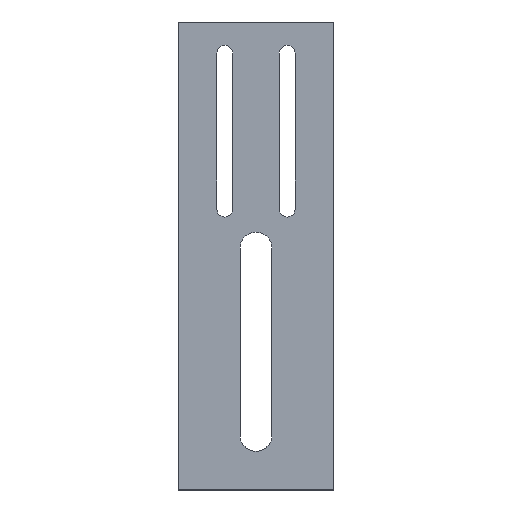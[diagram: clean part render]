
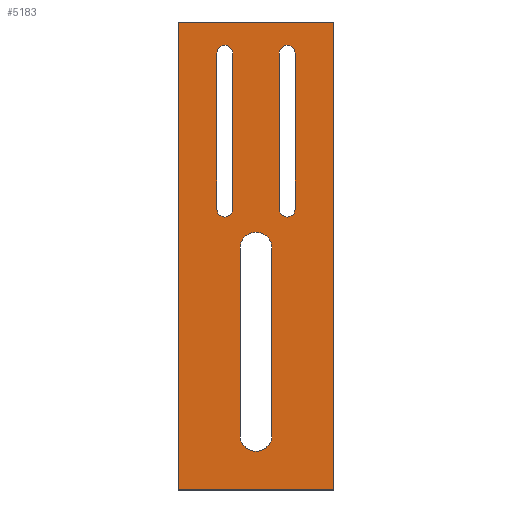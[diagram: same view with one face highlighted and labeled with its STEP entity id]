
A CAD part, top view. The second image highlights one B-rep face of the part: STEP entity #5183.
In plain terms, the highlighted planar face has unit normal (0, 0, 1).
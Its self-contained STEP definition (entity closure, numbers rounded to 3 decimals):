
#264 = ORIENTED_EDGE ( 'NONE', *, *, #3177, .T. ) ;
#301 = VERTEX_POINT ( 'NONE', #451 ) ;
#412 = ORIENTED_EDGE ( 'NONE', *, *, #8270, .F. ) ;
#441 = DIRECTION ( 'NONE',  ( 0., 1., 0. ) ) ;
#451 = CARTESIAN_POINT ( 'NONE',  ( 5.125, 77.5, 10. ) ) ;
#555 = ORIENTED_EDGE ( 'NONE', *, *, #6609, .F. ) ;
#718 = CARTESIAN_POINT ( 'NONE',  ( 0., 17.5, 10. ) ) ;
#765 = DIRECTION ( 'NONE',  ( 0., 0., -1. ) ) ;
#792 = DIRECTION ( 'NONE',  ( 1., 0., 0. ) ) ;
#854 = ORIENTED_EDGE ( 'NONE', *, *, #9008, .F. ) ;
#899 = LINE ( 'NONE', #2255, #3632 ) ;
#974 = LINE ( 'NONE', #7088, #10220 ) ;
#1020 = EDGE_LOOP ( 'NONE', ( #10278, #7851, #854, #9530 ) ) ;
#1249 = AXIS2_PLACEMENT_3D ( 'NONE', #11443, #7942, #6030 ) ;
#1255 = CARTESIAN_POINT ( 'NONE',  ( -5.125, 17.5, 10. ) ) ;
#1283 = CARTESIAN_POINT ( 'NONE',  ( -5.125, 77.5, 10. ) ) ;
#1332 = AXIS2_PLACEMENT_3D ( 'NONE', #7628, #9398, #9439 ) ;
#1552 = VECTOR ( 'NONE', #7063, 1000. ) ;
#1687 = AXIS2_PLACEMENT_3D ( 'NONE', #7239, #10822, #4365 ) ;
#1780 = DIRECTION ( 'NONE',  ( -1., 0., 0. ) ) ;
#1835 = VERTEX_POINT ( 'NONE', #10167 ) ;
#1846 = ORIENTED_EDGE ( 'NONE', *, *, #9249, .F. ) ;
#2023 = VECTOR ( 'NONE', #7863, 1000. ) ;
#2095 = VERTEX_POINT ( 'NONE', #1283 ) ;
#2117 = CARTESIAN_POINT ( 'NONE',  ( -12.525, 140., 10. ) ) ;
#2189 = FACE_BOUND ( 'NONE', #2406, .T. ) ;
#2234 = AXIS2_PLACEMENT_3D ( 'NONE', #718, #11602, #792 ) ;
#2255 = CARTESIAN_POINT ( 'NONE',  ( -7.475, 140., 10. ) ) ;
#2306 = CIRCLE ( 'NONE', #1249, 2.525 ) ;
#2406 = EDGE_LOOP ( 'NONE', ( #7845, #3093, #11320, #412 ) ) ;
#2509 = VERTEX_POINT ( 'NONE', #5508 ) ;
#2688 = EDGE_CURVE ( 'NONE', #2509, #6071, #8918, .T. ) ;
#2813 = ORIENTED_EDGE ( 'NONE', *, *, #10427, .F. ) ;
#2823 = CARTESIAN_POINT ( 'NONE',  ( 25., 0., 10. ) ) ;
#2858 = VERTEX_POINT ( 'NONE', #11127 ) ;
#3093 = ORIENTED_EDGE ( 'NONE', *, *, #6571, .F. ) ;
#3106 = VERTEX_POINT ( 'NONE', #3305 ) ;
#3177 = EDGE_CURVE ( 'NONE', #4805, #8954, #7072, .T. ) ;
#3305 = CARTESIAN_POINT ( 'NONE',  ( 12.525, 140., 10. ) ) ;
#3339 = CARTESIAN_POINT ( 'NONE',  ( 12.525, 140., 10. ) ) ;
#3571 = CIRCLE ( 'NONE', #1332, 5.125 ) ;
#3632 = VECTOR ( 'NONE', #441, 1000. ) ;
#3789 = VECTOR ( 'NONE', #8796, 1000. ) ;
#3867 = AXIS2_PLACEMENT_3D ( 'NONE', #7792, #4273, #7949 ) ;
#3926 = EDGE_CURVE ( 'NONE', #7151, #6126, #7499, .T. ) ;
#4259 = VERTEX_POINT ( 'NONE', #8891 ) ;
#4273 = DIRECTION ( 'NONE',  ( 0., 0., 1. ) ) ;
#4283 = LINE ( 'NONE', #8881, #1552 ) ;
#4365 = DIRECTION ( 'NONE',  ( 1., 0., 0. ) ) ;
#4373 = DIRECTION ( 'NONE',  ( -1., 0., 0. ) ) ;
#4480 = CARTESIAN_POINT ( 'NONE',  ( -25., 0., 10. ) ) ;
#4543 = EDGE_CURVE ( 'NONE', #3106, #7108, #7213, .T. ) ;
#4578 = CIRCLE ( 'NONE', #3867, 2.525 ) ;
#4618 = LINE ( 'NONE', #3339, #5180 ) ;
#4630 = AXIS2_PLACEMENT_3D ( 'NONE', #10040, #765, #1780 ) ;
#4640 = FACE_BOUND ( 'NONE', #8003, .T. ) ;
#4704 = CARTESIAN_POINT ( 'NONE',  ( 7.475, 140., 10. ) ) ;
#4805 = VERTEX_POINT ( 'NONE', #5805 ) ;
#4865 = CARTESIAN_POINT ( 'NONE',  ( 10., 140., 10. ) ) ;
#4922 = FACE_OUTER_BOUND ( 'NONE', #11500, .T. ) ;
#5068 = CARTESIAN_POINT ( 'NONE',  ( 7.475, 140., 10. ) ) ;
#5180 = VECTOR ( 'NONE', #10601, 1000. ) ;
#5183 = ADVANCED_FACE ( 'NONE', ( #9190, #4922, #4640, #2189 ), #11734, .F. ) ;
#5300 = CARTESIAN_POINT ( 'NONE',  ( -25., 0., 10. ) ) ;
#5508 = CARTESIAN_POINT ( 'NONE',  ( 25., 0., 10. ) ) ;
#5693 = VECTOR ( 'NONE', #5779, 1000. ) ;
#5779 = DIRECTION ( 'NONE',  ( 0., -1., 0. ) ) ;
#5805 = CARTESIAN_POINT ( 'NONE',  ( -25., 150., 10. ) ) ;
#5832 = EDGE_CURVE ( 'NONE', #6112, #2858, #899, .T. ) ;
#6030 = DIRECTION ( 'NONE',  ( 1., 0., 0. ) ) ;
#6071 = VERTEX_POINT ( 'NONE', #10806 ) ;
#6112 = VERTEX_POINT ( 'NONE', #6434 ) ;
#6126 = VERTEX_POINT ( 'NONE', #7304 ) ;
#6138 = VERTEX_POINT ( 'NONE', #10878 ) ;
#6434 = CARTESIAN_POINT ( 'NONE',  ( -7.475, 90., 10. ) ) ;
#6538 = EDGE_CURVE ( 'NONE', #2858, #7151, #2306, .T. ) ;
#6571 = EDGE_CURVE ( 'NONE', #4259, #3106, #4618, .T. ) ;
#6609 = EDGE_CURVE ( 'NONE', #9921, #301, #7191, .T. ) ;
#6624 = DIRECTION ( 'NONE',  ( 0., 0., 1. ) ) ;
#6726 = ORIENTED_EDGE ( 'NONE', *, *, #9108, .T. ) ;
#6874 = LINE ( 'NONE', #5068, #11392 ) ;
#6983 = DIRECTION ( 'NONE',  ( 0., -1., 0. ) ) ;
#7042 = CIRCLE ( 'NONE', #1687, 2.525 ) ;
#7063 = DIRECTION ( 'NONE',  ( 1., 0., 0. ) ) ;
#7072 = LINE ( 'NONE', #5300, #8496 ) ;
#7088 = CARTESIAN_POINT ( 'NONE',  ( -25., 150., 10. ) ) ;
#7108 = VERTEX_POINT ( 'NONE', #4704 ) ;
#7151 = VERTEX_POINT ( 'NONE', #2117 ) ;
#7191 = LINE ( 'NONE', #7901, #2023 ) ;
#7213 = CIRCLE ( 'NONE', #7301, 2.525 ) ;
#7239 = CARTESIAN_POINT ( 'NONE',  ( 10., 90., 10. ) ) ;
#7301 = AXIS2_PLACEMENT_3D ( 'NONE', #4865, #6624, #9477 ) ;
#7304 = CARTESIAN_POINT ( 'NONE',  ( -12.525, 90., 10. ) ) ;
#7391 = ORIENTED_EDGE ( 'NONE', *, *, #2688, .T. ) ;
#7499 = LINE ( 'NONE', #10751, #3789 ) ;
#7506 = DIRECTION ( 'NONE',  ( 0., 1., 0. ) ) ;
#7628 = CARTESIAN_POINT ( 'NONE',  ( 0., 77.5, 10. ) ) ;
#7656 = EDGE_CURVE ( 'NONE', #6138, #4259, #7042, .T. ) ;
#7792 = CARTESIAN_POINT ( 'NONE',  ( -10., 90., 10. ) ) ;
#7845 = ORIENTED_EDGE ( 'NONE', *, *, #4543, .F. ) ;
#7851 = ORIENTED_EDGE ( 'NONE', *, *, #5832, .F. ) ;
#7863 = DIRECTION ( 'NONE',  ( 0., 1., 0. ) ) ;
#7901 = CARTESIAN_POINT ( 'NONE',  ( 5.125, 17.5, 10. ) ) ;
#7942 = DIRECTION ( 'NONE',  ( 0., 0., 1. ) ) ;
#7949 = DIRECTION ( 'NONE',  ( 1., 0., 0. ) ) ;
#8003 = EDGE_LOOP ( 'NONE', ( #1846, #2813, #8448, #555 ) ) ;
#8148 = CIRCLE ( 'NONE', #2234, 5.125 ) ;
#8270 = EDGE_CURVE ( 'NONE', #7108, #6138, #6874, .T. ) ;
#8448 = ORIENTED_EDGE ( 'NONE', *, *, #10322, .F. ) ;
#8496 = VECTOR ( 'NONE', #6983, 1000. ) ;
#8533 = ORIENTED_EDGE ( 'NONE', *, *, #10794, .T. ) ;
#8624 = DIRECTION ( 'NONE',  ( 0., -1., 0. ) ) ;
#8796 = DIRECTION ( 'NONE',  ( 0., -1., 0. ) ) ;
#8881 = CARTESIAN_POINT ( 'NONE',  ( -25., 0., 10. ) ) ;
#8891 = CARTESIAN_POINT ( 'NONE',  ( 12.525, 90., 10. ) ) ;
#8918 = LINE ( 'NONE', #2823, #10056 ) ;
#8954 = VERTEX_POINT ( 'NONE', #4480 ) ;
#9008 = EDGE_CURVE ( 'NONE', #6126, #6112, #4578, .T. ) ;
#9108 = EDGE_CURVE ( 'NONE', #8954, #2509, #4283, .T. ) ;
#9190 = FACE_BOUND ( 'NONE', #1020, .T. ) ;
#9249 = EDGE_CURVE ( 'NONE', #1835, #9921, #8148, .T. ) ;
#9252 = LINE ( 'NONE', #1255, #5693 ) ;
#9398 = DIRECTION ( 'NONE',  ( 0., 0., 1. ) ) ;
#9439 = DIRECTION ( 'NONE',  ( -1., 0., 0. ) ) ;
#9440 = CARTESIAN_POINT ( 'NONE',  ( 5.125, 17.5, 10. ) ) ;
#9477 = DIRECTION ( 'NONE',  ( 1., 0., 0. ) ) ;
#9530 = ORIENTED_EDGE ( 'NONE', *, *, #3926, .F. ) ;
#9921 = VERTEX_POINT ( 'NONE', #9440 ) ;
#10040 = CARTESIAN_POINT ( 'NONE',  ( 0., 0., 10. ) ) ;
#10056 = VECTOR ( 'NONE', #7506, 1000. ) ;
#10167 = CARTESIAN_POINT ( 'NONE',  ( -5.125, 17.5, 10. ) ) ;
#10220 = VECTOR ( 'NONE', #4373, 1000. ) ;
#10278 = ORIENTED_EDGE ( 'NONE', *, *, #6538, .F. ) ;
#10322 = EDGE_CURVE ( 'NONE', #301, #2095, #3571, .T. ) ;
#10427 = EDGE_CURVE ( 'NONE', #2095, #1835, #9252, .T. ) ;
#10601 = DIRECTION ( 'NONE',  ( 0., 1., 0. ) ) ;
#10751 = CARTESIAN_POINT ( 'NONE',  ( -12.525, 140., 10. ) ) ;
#10794 = EDGE_CURVE ( 'NONE', #6071, #4805, #974, .T. ) ;
#10806 = CARTESIAN_POINT ( 'NONE',  ( 25., 150., 10. ) ) ;
#10822 = DIRECTION ( 'NONE',  ( 0., 0., 1. ) ) ;
#10878 = CARTESIAN_POINT ( 'NONE',  ( 7.475, 90., 10. ) ) ;
#11127 = CARTESIAN_POINT ( 'NONE',  ( -7.475, 140., 10. ) ) ;
#11320 = ORIENTED_EDGE ( 'NONE', *, *, #7656, .F. ) ;
#11392 = VECTOR ( 'NONE', #8624, 1000. ) ;
#11443 = CARTESIAN_POINT ( 'NONE',  ( -10., 140., 10. ) ) ;
#11500 = EDGE_LOOP ( 'NONE', ( #264, #6726, #7391, #8533 ) ) ;
#11602 = DIRECTION ( 'NONE',  ( 0., 0., 1. ) ) ;
#11734 = PLANE ( 'NONE',  #4630 ) ;
